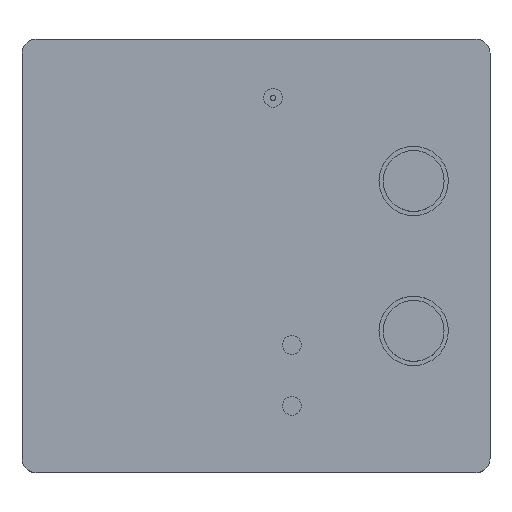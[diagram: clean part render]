
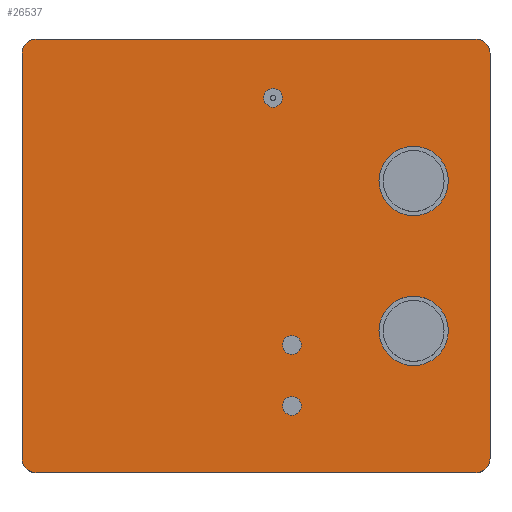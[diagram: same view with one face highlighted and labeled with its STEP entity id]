
A CAD part, top view. The second image highlights one B-rep face of the part: STEP entity #26537.
In plain terms, the highlighted planar face has unit normal (0, 0, 1).
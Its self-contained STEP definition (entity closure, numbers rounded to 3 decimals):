
#266=FACE_BOUND('',#4016,.T.);
#267=FACE_BOUND('',#4017,.T.);
#268=FACE_BOUND('',#4018,.T.);
#269=FACE_BOUND('',#4019,.T.);
#270=FACE_BOUND('',#4020,.T.);
#983=CIRCLE('',#28732,1.);
#985=CIRCLE('',#28735,3.7);
#987=CIRCLE('',#28738,1.);
#989=CIRCLE('',#28741,3.7);
#991=CIRCLE('',#28744,1.);
#1001=CIRCLE('',#28764,1.5);
#1003=CIRCLE('',#28768,1.5);
#1006=CIRCLE('',#28780,1.5);
#1008=CIRCLE('',#28784,1.5);
#2650=FACE_OUTER_BOUND('',#4015,.T.);
#4015=EDGE_LOOP('',(#22975,#22976,#22977,#22978,#22979,#22980,#22981,#22982));
#4016=EDGE_LOOP('',(#22983));
#4017=EDGE_LOOP('',(#22984));
#4018=EDGE_LOOP('',(#22985));
#4019=EDGE_LOOP('',(#22986));
#4020=EDGE_LOOP('',(#22987));
#6889=LINE('',#43649,#9782);
#6906=LINE('',#43689,#9799);
#6910=LINE('',#43701,#9803);
#6913=LINE('',#43710,#9806);
#9782=VECTOR('',#35835,10.);
#9799=VECTOR('',#35876,10.);
#9803=VECTOR('',#35888,10.);
#9806=VECTOR('',#35899,10.);
#12073=VERTEX_POINT('',#43539);
#12075=VERTEX_POINT('',#43545);
#12077=VERTEX_POINT('',#43551);
#12079=VERTEX_POINT('',#43557);
#12081=VERTEX_POINT('',#43563);
#12109=VERTEX_POINT('',#43637);
#12111=VERTEX_POINT('',#43641);
#12113=VERTEX_POINT('',#43646);
#12115=VERTEX_POINT('',#43652);
#12124=VERTEX_POINT('',#43686);
#12126=VERTEX_POINT('',#43692);
#12128=VERTEX_POINT('',#43698);
#12130=VERTEX_POINT('',#43704);
#15671=EDGE_CURVE('',#12073,#12073,#983,.T.);
#15674=EDGE_CURVE('',#12075,#12075,#985,.T.);
#15677=EDGE_CURVE('',#12077,#12077,#987,.T.);
#15680=EDGE_CURVE('',#12079,#12079,#989,.T.);
#15683=EDGE_CURVE('',#12081,#12081,#991,.T.);
#15722=EDGE_CURVE('',#12109,#12111,#1001,.T.);
#15725=EDGE_CURVE('',#12113,#12109,#6889,.T.);
#15728=EDGE_CURVE('',#12115,#12113,#1003,.T.);
#15745=EDGE_CURVE('',#12124,#12115,#6906,.T.);
#15748=EDGE_CURVE('',#12126,#12124,#1006,.T.);
#15751=EDGE_CURVE('',#12128,#12126,#6910,.T.);
#15754=EDGE_CURVE('',#12130,#12128,#1008,.T.);
#15756=EDGE_CURVE('',#12111,#12130,#6913,.T.);
#22975=ORIENTED_EDGE('',*,*,#15756,.T.);
#22976=ORIENTED_EDGE('',*,*,#15754,.T.);
#22977=ORIENTED_EDGE('',*,*,#15751,.T.);
#22978=ORIENTED_EDGE('',*,*,#15748,.T.);
#22979=ORIENTED_EDGE('',*,*,#15745,.T.);
#22980=ORIENTED_EDGE('',*,*,#15728,.T.);
#22981=ORIENTED_EDGE('',*,*,#15725,.T.);
#22982=ORIENTED_EDGE('',*,*,#15722,.T.);
#22983=ORIENTED_EDGE('',*,*,#15671,.T.);
#22984=ORIENTED_EDGE('',*,*,#15674,.T.);
#22985=ORIENTED_EDGE('',*,*,#15677,.T.);
#22986=ORIENTED_EDGE('',*,*,#15680,.T.);
#22987=ORIENTED_EDGE('',*,*,#15683,.T.);
#24010=PLANE('',#28786);
#26537=ADVANCED_FACE('',(#2650,#266,#267,#268,#269,#270),#24010,.T.);
#28732=AXIS2_PLACEMENT_3D('',#43540,#35732,#35733);
#28735=AXIS2_PLACEMENT_3D('',#43546,#35739,#35740);
#28738=AXIS2_PLACEMENT_3D('',#43552,#35746,#35747);
#28741=AXIS2_PLACEMENT_3D('',#43558,#35753,#35754);
#28744=AXIS2_PLACEMENT_3D('',#43564,#35760,#35761);
#28764=AXIS2_PLACEMENT_3D('',#43643,#35829,#35830);
#28768=AXIS2_PLACEMENT_3D('',#43655,#35841,#35842);
#28780=AXIS2_PLACEMENT_3D('',#43695,#35882,#35883);
#28784=AXIS2_PLACEMENT_3D('',#43707,#35894,#35895);
#28786=AXIS2_PLACEMENT_3D('',#43712,#35901,#35902);
#35732=DIRECTION('center_axis',(0.,0.,
-1.));
#35733=DIRECTION('ref_axis',(1.,0.,0.));
#35739=DIRECTION('center_axis',(0.,0.,
-1.));
#35740=DIRECTION('ref_axis',(1.,0.,0.));
#35746=DIRECTION('center_axis',(0.,0.,
-1.));
#35747=DIRECTION('ref_axis',(1.,0.,0.));
#35753=DIRECTION('center_axis',(0.,0.,
-1.));
#35754=DIRECTION('ref_axis',(1.,0.,0.));
#35760=DIRECTION('center_axis',(0.,0.,
-1.));
#35761=DIRECTION('ref_axis',(1.,0.,0.));
#35829=DIRECTION('center_axis',(0.,0.,
1.));
#35830=DIRECTION('ref_axis',(0.,1.,0.));
#35835=DIRECTION('',(-1.,0.,0.));
#35841=DIRECTION('center_axis',(0.,0.,
1.));
#35842=DIRECTION('ref_axis',(1.,0.,0.));
#35876=DIRECTION('',(0.,1.,0.));
#35882=DIRECTION('center_axis',(0.,0.,
1.));
#35883=DIRECTION('ref_axis',(0.,-1.,0.));
#35888=DIRECTION('',(1.,0.,0.));
#35894=DIRECTION('center_axis',(0.,0.,
1.));
#35895=DIRECTION('ref_axis',(-1.,0.,0.));
#35899=DIRECTION('',(0.,-1.,0.));
#35901=DIRECTION('center_axis',(0.,0.,
1.));
#35902=DIRECTION('ref_axis',(1.,0.,0.));
#43539=CARTESIAN_POINT('',(24.8,10.65,9.25));
#43540=CARTESIAN_POINT('Origin',(25.8,10.65,9.25));
#43545=CARTESIAN_POINT('',(35.1,12.15,9.25));
#43546=CARTESIAN_POINT('Origin',(38.8,12.15,9.25));
#43551=CARTESIAN_POINT('',(24.8,4.15,9.25));
#43552=CARTESIAN_POINT('Origin',(25.8,4.15,9.25));
#43557=CARTESIAN_POINT('',(35.1,28.15,9.25));
#43558=CARTESIAN_POINT('Origin',(38.8,28.15,9.25));
#43563=CARTESIAN_POINT('',(22.8,37.025,9.25));
#43564=CARTESIAN_POINT('Origin',(23.8,37.025,9.25));
#43637=CARTESIAN_POINT('',(-1.5,43.3,9.25));
#43641=CARTESIAN_POINT('',(-3.,41.8,9.25));
#43643=CARTESIAN_POINT('Origin',(-1.5,41.8,9.25));
#43646=CARTESIAN_POINT('',(45.45,43.3,9.25));
#43649=CARTESIAN_POINT('',(33.713,43.3,9.25));
#43652=CARTESIAN_POINT('',(46.95,41.8,9.25));
#43655=CARTESIAN_POINT('Origin',(45.45,41.8,9.25));
#43686=CARTESIAN_POINT('',(46.95,-1.5,9.25));
#43689=CARTESIAN_POINT('',(46.95,9.325,9.25));
#43692=CARTESIAN_POINT('',(45.45,-3.,9.25));
#43695=CARTESIAN_POINT('Origin',(45.45,-1.5,9.25));
#43698=CARTESIAN_POINT('',(-1.5,-3.,9.25));
#43701=CARTESIAN_POINT('',(10.238,-3.,9.25));
#43704=CARTESIAN_POINT('',(-3.,-1.5,9.25));
#43707=CARTESIAN_POINT('Origin',(-1.5,-1.5,9.25));
#43710=CARTESIAN_POINT('',(-3.,30.975,9.25));
#43712=CARTESIAN_POINT('Origin',(21.975,20.15,9.25));
